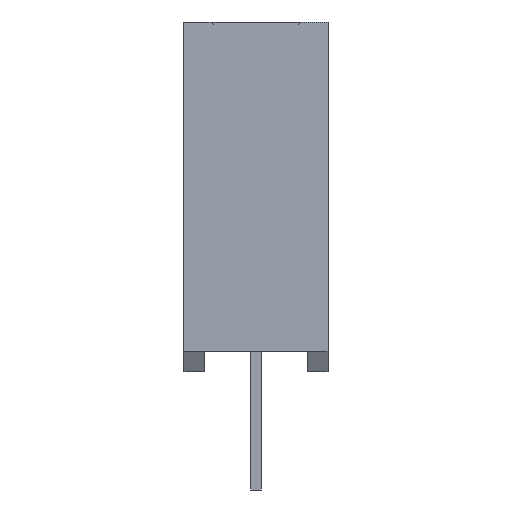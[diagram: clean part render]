
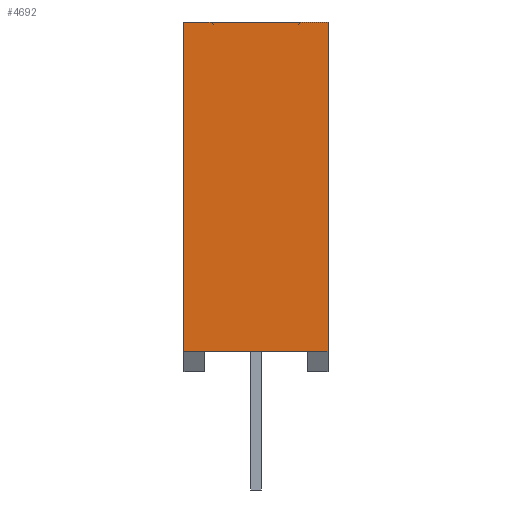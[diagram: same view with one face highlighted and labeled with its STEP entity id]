
A CAD part, left-side view. The second image highlights one B-rep face of the part: STEP entity #4692.
In plain terms, the highlighted planar face has unit normal (-1, 0, 0).
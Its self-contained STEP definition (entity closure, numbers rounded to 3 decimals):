
#86=FACE_OUTER_BOUND('',#374,.T.);
#374=EDGE_LOOP('',(#3435,#3436,#3437,#3438));
#613=LINE('',#6409,#1281);
#691=LINE('',#6565,#1359);
#731=LINE('',#6645,#1399);
#806=LINE('',#6785,#1474);
#1281=VECTOR('',#5201,3.556);
#1359=VECTOR('',#5283,8.128);
#1399=VECTOR('',#5325,3.556);
#1474=VECTOR('',#5406,8.128);
#1949=VERTEX_POINT('',#6406);
#1950=VERTEX_POINT('',#6408);
#2026=VERTEX_POINT('',#6563);
#2065=VERTEX_POINT('',#6643);
#2381=EDGE_CURVE('',#1950,#1949,#613,.T.);
#2459=EDGE_CURVE('',#1949,#2026,#691,.T.);
#2499=EDGE_CURVE('',#2065,#2026,#731,.T.);
#2574=EDGE_CURVE('',#1950,#2065,#806,.T.);
#3435=ORIENTED_EDGE('',*,*,#2381,.T.);
#3436=ORIENTED_EDGE('',*,*,#2459,.T.);
#3437=ORIENTED_EDGE('',*,*,#2499,.F.);
#3438=ORIENTED_EDGE('',*,*,#2574,.F.);
#4424=PLANE('',#4968);
#4692=ADVANCED_FACE('',(#86),#4424,.T.);
#4968=AXIS2_PLACEMENT_3D('',#6920,#5542,#5543);
#5201=DIRECTION('',(0.,1.,0.));
#5283=DIRECTION('',(0.,0.,-1.));
#5325=DIRECTION('',(0.,1.,0.));
#5406=DIRECTION('',(0.,0.,-1.));
#5542=DIRECTION('center_axis',(-1.,0.,0.));
#5543=DIRECTION('ref_axis',(0.,1.,0.));
#6406=CARTESIAN_POINT('',(-12.7,1.778,0.));
#6408=CARTESIAN_POINT('',(-12.7,-1.778,0.));
#6409=CARTESIAN_POINT('',(-12.7,-1.778,0.));
#6563=CARTESIAN_POINT('',(-12.7,1.778,-8.128));
#6565=CARTESIAN_POINT('',(-12.7,1.778,0.));
#6643=CARTESIAN_POINT('',(-12.7,-1.778,-8.128));
#6645=CARTESIAN_POINT('',(-12.7,-1.778,-8.128));
#6785=CARTESIAN_POINT('',(-12.7,-1.778,0.));
#6920=CARTESIAN_POINT('Origin',(-12.7,-1.778,0.));
